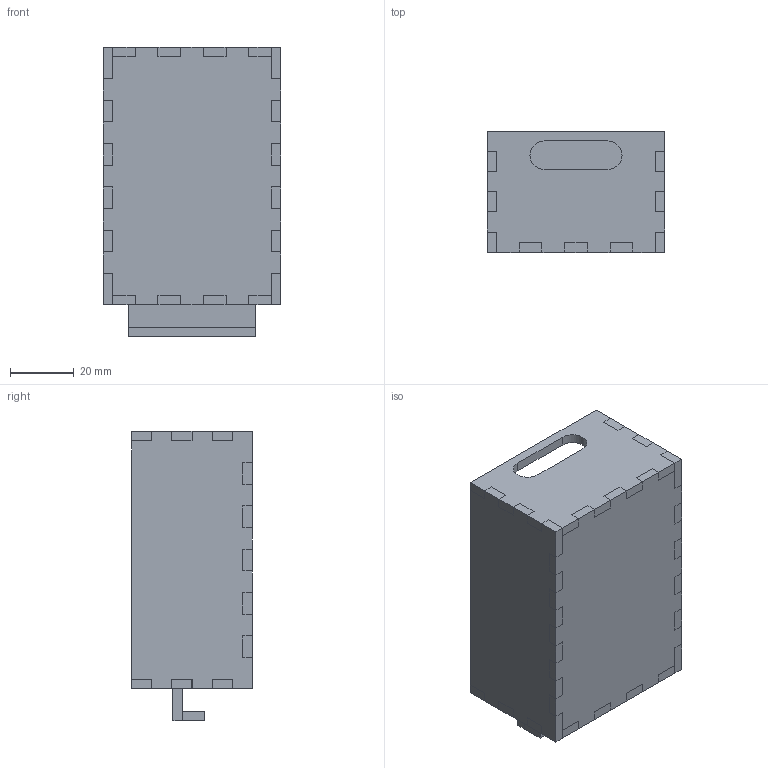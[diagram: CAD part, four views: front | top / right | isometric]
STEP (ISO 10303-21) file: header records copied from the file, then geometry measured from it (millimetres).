
FILE_DESCRIPTION (( 'STEP AP214' ), '1' );
FILE_NAME ('Cassetto.STEP', '2015-06-28T23:44:09', ( '' ), ( '' ), 'SwSTEP 2.0', 'SolidWorks 2015', '' );
FILE_SCHEMA (( 'AUTOMOTIVE_DESIGN' ));
Length unit declared in the file: millimetre
Products named in the file (7): Grip; Botton; Front; Cassetto; Right; Grip_base; Back
Assembly tree (7 placements, depth 2):
  Cassetto
    Botton
    Front
    Right  x2
    Back
    Grip_base
    Grip
Bounding box: 56 x 38 x 91 mm (x, y, z)
Volume: 42427.1 mm3; surface area: 33565.6 mm2
Topology: 7 solids, 7 shells, 291 faces, 831 edges, 554 vertices
Faces by surface type: plane 288, cylinder 3
Entity records: 8129 total; most frequent: CARTESIAN_POINT 1420, ORIENTED_EDGE 1398, DIRECTION 1215, EDGE_CURVE 699, VECTOR 693, LINE 693, VERTEX_POINT 466, AXIS2_PLACEMENT_3D 261
